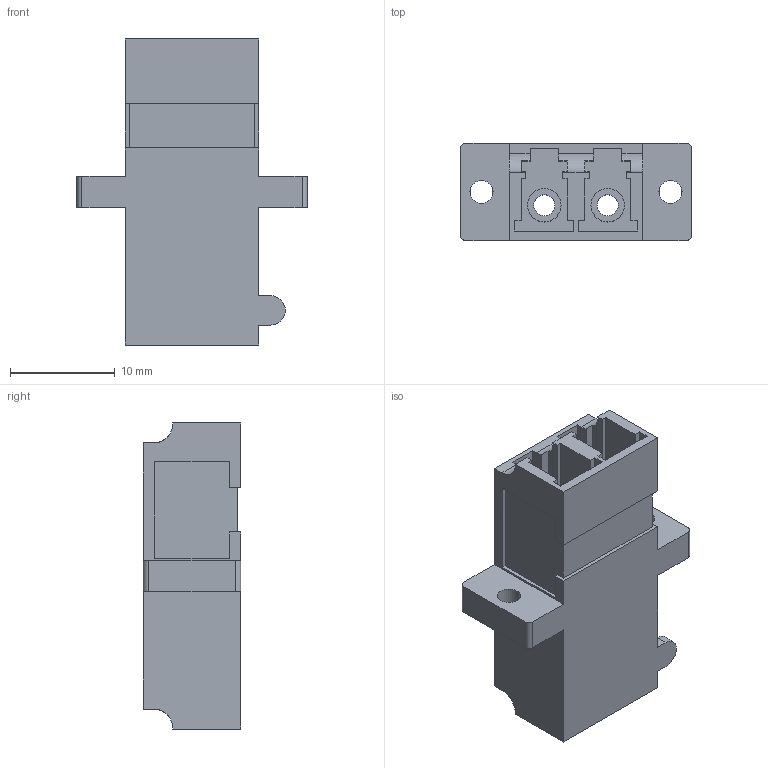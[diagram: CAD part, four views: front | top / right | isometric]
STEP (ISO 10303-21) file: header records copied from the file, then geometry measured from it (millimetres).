
FILE_DESCRIPTION (( 'STEP AP214' ), '1' );
FILE_NAME ('FOA-975SH_3D.STEP', '2020-07-27T16:02:05', ( '' ), ( '' ), 'SwSTEP 2.0', 'SolidWorks 2018', '' );
FILE_SCHEMA (( 'AUTOMOTIVE_DESIGN' ));
Length unit declared in the file: millimetre
Products named in the file (1): FOA-975SH_3D
Bounding box: 22.01 x 9.3 x 29.2 mm (x, y, z)
Volume: 1991.8 mm3; surface area: 3352.3 mm2
Topology: 1 solids, 1 shells, 159 faces, 459 edges, 306 vertices
Faces by surface type: plane 131, cylinder 28
Entity records: 5301 total; most frequent: CARTESIAN_POINT 925, ORIENTED_EDGE 918, DIRECTION 851, EDGE_CURVE 459, VECTOR 387, LINE 387, VERTEX_POINT 306, AXIS2_PLACEMENT_3D 232
